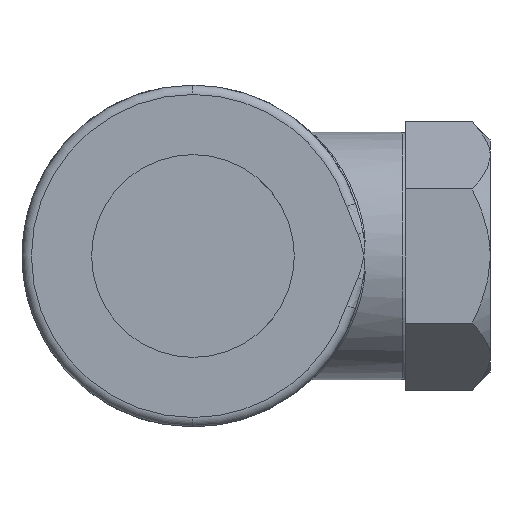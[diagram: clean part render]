
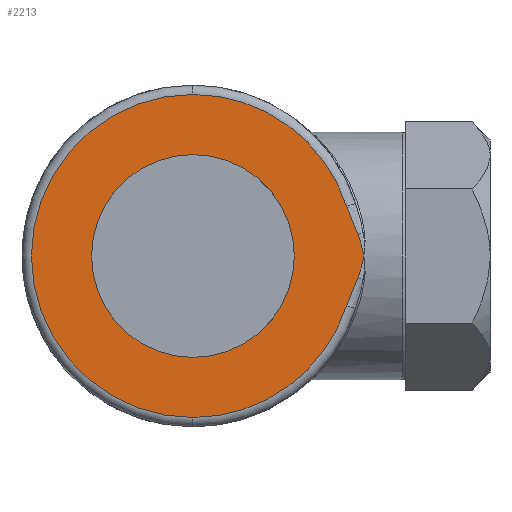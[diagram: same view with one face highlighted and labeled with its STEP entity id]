
A CAD part, front view. The second image highlights one B-rep face of the part: STEP entity #2213.
In plain terms, the highlighted planar face has unit normal (0, -1, 0).
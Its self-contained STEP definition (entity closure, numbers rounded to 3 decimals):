
#30 = DIRECTION ( 'NONE',  ( 0., 0., 1. ) ) ;
#53 = AXIS2_PLACEMENT_3D ( 'NONE', #2030, #1079, #2755 ) ;
#121 = ORIENTED_EDGE ( 'NONE', *, *, #2078, .F. ) ;
#131 = EDGE_CURVE ( 'NONE', #2325, #1472, #2103, .T. ) ;
#162 = VERTEX_POINT ( 'NONE', #564 ) ;
#196 = ORIENTED_EDGE ( 'NONE', *, *, #131, .F. ) ;
#216 = B_SPLINE_CURVE_WITH_KNOTS ( 'NONE', 3,
 ( #1521, #2427, #1702, #1261, #2710, #2948 ),
 .UNSPECIFIED., .F., .F.,
 ( 4, 2, 4 ),
 ( 0., 0.001, 0.001 ),
 .UNSPECIFIED. ) ;
#256 = AXIS2_PLACEMENT_3D ( 'NONE', #2715, #2450, #991 ) ;
#395 = CARTESIAN_POINT ( 'NONE',  ( 0., 0., -4.3 ) ) ;
#497 = FACE_OUTER_BOUND ( 'NONE', #1375, .T. ) ;
#503 = CARTESIAN_POINT ( 'NONE',  ( 7.223, 0., -0.155 ) ) ;
#511 = CARTESIAN_POINT ( 'NONE',  ( 6.519, 0., -2.105 ) ) ;
#528 = CARTESIAN_POINT ( 'NONE',  ( 6.585, 0., -1.9 ) ) ;
#564 = CARTESIAN_POINT ( 'NONE',  ( 7.25, 0., 0. ) ) ;
#592 = CARTESIAN_POINT ( 'NONE',  ( 7.25, 0., 0. ) ) ;
#624 = DIRECTION ( 'NONE',  ( 0., 0., -1. ) ) ;
#642 = VERTEX_POINT ( 'NONE', #2786 ) ;
#666 = CIRCLE ( 'NONE', #1230, 6.85 ) ;
#689 = CARTESIAN_POINT ( 'NONE',  ( 6.519, 0., 2.105 ) ) ;
#748 = AXIS2_PLACEMENT_3D ( 'NONE', #2011, #817, #624 ) ;
#767 = CARTESIAN_POINT ( 'NONE',  ( 6.519, 0., -2.105 ) ) ;
#787 = CARTESIAN_POINT ( 'NONE',  ( 6.665, 0., -1.701 ) ) ;
#817 = DIRECTION ( 'NONE',  ( 0., -1., 0. ) ) ;
#832 = ORIENTED_EDGE ( 'NONE', *, *, #2029, .T. ) ;
#873 = CARTESIAN_POINT ( 'NONE',  ( 7.001, 0., -0.912 ) ) ;
#886 = EDGE_CURVE ( 'NONE', #912, #2757, #3064, .T. ) ;
#912 = VERTEX_POINT ( 'NONE', #767 ) ;
#991 = DIRECTION ( 'NONE',  ( 0., 0., 1. ) ) ;
#1025 = CIRCLE ( 'NONE', #2521, 4.3 ) ;
#1079 = DIRECTION ( 'NONE',  ( 0., -1., 0. ) ) ;
#1147 = VERTEX_POINT ( 'NONE', #689 ) ;
#1230 = AXIS2_PLACEMENT_3D ( 'NONE', #2222, #2158, #2647 ) ;
#1261 = CARTESIAN_POINT ( 'NONE',  ( 6.665, 0., 1.701 ) ) ;
#1311 = VERTEX_POINT ( 'NONE', #1523 ) ;
#1375 = EDGE_LOOP ( 'NONE', ( #832, #3047, #2370, #2742, #1422, #2218, #1880 ) ) ;
#1422 = ORIENTED_EDGE ( 'NONE', *, *, #1967, .T. ) ;
#1442 = CARTESIAN_POINT ( 'NONE',  ( 7.191, 0., -0.31 ) ) ;
#1472 = VERTEX_POINT ( 'NONE', #395 ) ;
#1516 = DIRECTION ( 'NONE',  ( 0., -1., 0. ) ) ;
#1521 = CARTESIAN_POINT ( 'NONE',  ( 7.001, 0., 0.912 ) ) ;
#1523 = CARTESIAN_POINT ( 'NONE',  ( 0., 0., 6.85 ) ) ;
#1540 = CARTESIAN_POINT ( 'NONE',  ( 7.223, 0., 0.156 ) ) ;
#1566 = DIRECTION ( 'NONE',  ( 0., 0., -1. ) ) ;
#1638 = CARTESIAN_POINT ( 'NONE',  ( 0., 0., -6.85 ) ) ;
#1679 = CIRCLE ( 'NONE', #53, 6.85 ) ;
#1698 = CARTESIAN_POINT ( 'NONE',  ( 7.11, 0., -0.616 ) ) ;
#1702 = CARTESIAN_POINT ( 'NONE',  ( 6.831, 0., 1.306 ) ) ;
#1707 = CARTESIAN_POINT ( 'NONE',  ( 7.001, 0., -0.912 ) ) ;
#1753 = CARTESIAN_POINT ( 'NONE',  ( 0., 0., 4.3 ) ) ;
#1880 = ORIENTED_EDGE ( 'NONE', *, *, #2564, .T. ) ;
#1952 = CARTESIAN_POINT ( 'NONE',  ( 6.917, 0., -1.109 ) ) ;
#1967 = EDGE_CURVE ( 'NONE', #2757, #162, #2498, .T. ) ;
#1977 = DIRECTION ( 'NONE',  ( 0., -1., 0. ) ) ;
#2011 = CARTESIAN_POINT ( 'NONE',  ( 0., 0., 0. ) ) ;
#2022 = CARTESIAN_POINT ( 'NONE',  ( 7.11, 0., 0.616 ) ) ;
#2029 = EDGE_CURVE ( 'NONE', #1147, #1311, #1679, .T. ) ;
#2030 = CARTESIAN_POINT ( 'NONE',  ( 0., 0., 0. ) ) ;
#2073 = FACE_BOUND ( 'NONE', #2487, .T. ) ;
#2078 = EDGE_CURVE ( 'NONE', #1472, #2325, #1025, .T. ) ;
#2103 = CIRCLE ( 'NONE', #748, 4.3 ) ;
#2158 = DIRECTION ( 'NONE',  ( 0., -1., 0. ) ) ;
#2213 = ADVANCED_FACE ( 'NONE', ( #2073, #497 ), #2432, .F. ) ;
#2218 = ORIENTED_EDGE ( 'NONE', *, *, #2392, .T. ) ;
#2222 = CARTESIAN_POINT ( 'NONE',  ( 0., 0., 0. ) ) ;
#2301 = CARTESIAN_POINT ( 'NONE',  ( 7.001, 0., 0.912 ) ) ;
#2325 = VERTEX_POINT ( 'NONE', #1753 ) ;
#2370 = ORIENTED_EDGE ( 'NONE', *, *, #2635, .T. ) ;
#2392 = EDGE_CURVE ( 'NONE', #162, #642, #2986, .T. ) ;
#2405 = CARTESIAN_POINT ( 'NONE',  ( 7.001, 0., -0.912 ) ) ;
#2427 = CARTESIAN_POINT ( 'NONE',  ( 6.917, 0., 1.109 ) ) ;
#2432 = PLANE ( 'NONE',  #256 ) ;
#2450 = DIRECTION ( 'NONE',  ( 0., 1., 0. ) ) ;
#2454 = VERTEX_POINT ( 'NONE', #1638 ) ;
#2482 = EDGE_CURVE ( 'NONE', #1311, #2454, #3072, .T. ) ;
#2487 = EDGE_LOOP ( 'NONE', ( #121, #196 ) ) ;
#2498 = B_SPLINE_CURVE_WITH_KNOTS ( 'NONE', 3,
 ( #2405, #2660, #1698, #1442, #503, #2860 ),
 .UNSPECIFIED., .F., .F.,
 ( 4, 2, 4 ),
 ( 0., 0., 0.001 ),
 .UNSPECIFIED. ) ;
#2521 = AXIS2_PLACEMENT_3D ( 'NONE', #2968, #1516, #1566 ) ;
#2552 = CARTESIAN_POINT ( 'NONE',  ( 7.063, 0., 0.767 ) ) ;
#2564 = EDGE_CURVE ( 'NONE', #642, #1147, #216, .T. ) ;
#2635 = EDGE_CURVE ( 'NONE', #2454, #912, #666, .T. ) ;
#2647 = DIRECTION ( 'NONE',  ( 0., 0., 1. ) ) ;
#2660 = CARTESIAN_POINT ( 'NONE',  ( 7.063, 0., -0.767 ) ) ;
#2668 = CARTESIAN_POINT ( 'NONE',  ( 6.831, 0., -1.306 ) ) ;
#2710 = CARTESIAN_POINT ( 'NONE',  ( 6.585, 0., 1.9 ) ) ;
#2715 = CARTESIAN_POINT ( 'NONE',  ( 0., 0., 0. ) ) ;
#2742 = ORIENTED_EDGE ( 'NONE', *, *, #886, .T. ) ;
#2755 = DIRECTION ( 'NONE',  ( 0., 0., 1. ) ) ;
#2757 = VERTEX_POINT ( 'NONE', #873 ) ;
#2786 = CARTESIAN_POINT ( 'NONE',  ( 7.001, 0., 0.912 ) ) ;
#2860 = CARTESIAN_POINT ( 'NONE',  ( 7.25, 0., 0. ) ) ;
#2872 = AXIS2_PLACEMENT_3D ( 'NONE', #2913, #1977, #30 ) ;
#2913 = CARTESIAN_POINT ( 'NONE',  ( 0., 0., 0. ) ) ;
#2948 = CARTESIAN_POINT ( 'NONE',  ( 6.519, 0., 2.105 ) ) ;
#2968 = CARTESIAN_POINT ( 'NONE',  ( 0., 0., 0. ) ) ;
#2986 = B_SPLINE_CURVE_WITH_KNOTS ( 'NONE', 3,
 ( #592, #1540, #3012, #2022, #2552, #2301 ),
 .UNSPECIFIED., .F., .F.,
 ( 4, 2, 4 ),
 ( 0., 0., 0.001 ),
 .UNSPECIFIED. ) ;
#3012 = CARTESIAN_POINT ( 'NONE',  ( 7.191, 0., 0.31 ) ) ;
#3047 = ORIENTED_EDGE ( 'NONE', *, *, #2482, .T. ) ;
#3064 = B_SPLINE_CURVE_WITH_KNOTS ( 'NONE', 3,
 ( #511, #528, #787, #2668, #1952, #1707 ),
 .UNSPECIFIED., .F., .F.,
 ( 4, 2, 4 ),
 ( 0., 0.001, 0.001 ),
 .UNSPECIFIED. ) ;
#3072 = CIRCLE ( 'NONE', #2872, 6.85 ) ;
